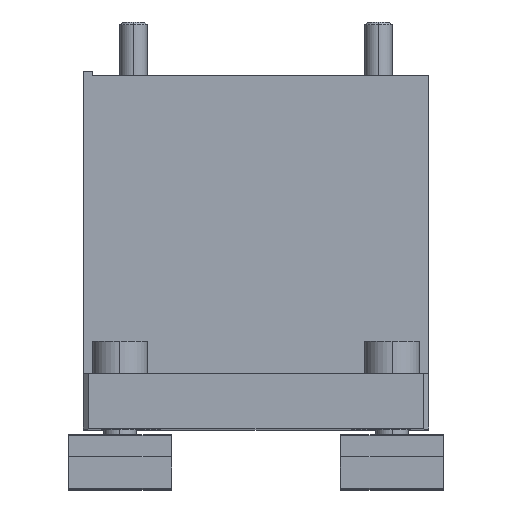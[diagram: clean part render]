
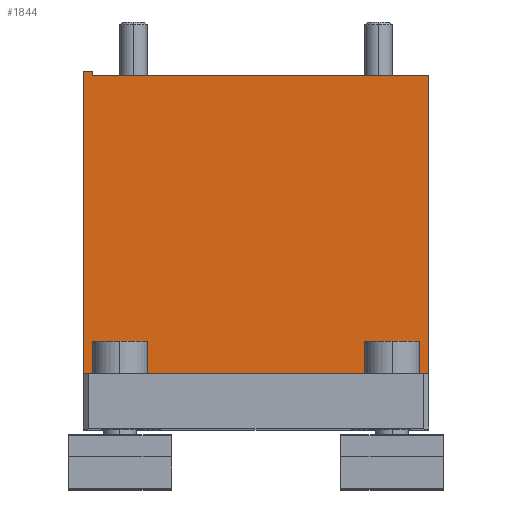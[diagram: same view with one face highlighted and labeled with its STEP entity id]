
A CAD part, top view. The second image highlights one B-rep face of the part: STEP entity #1844.
In plain terms, the highlighted planar face has unit normal (0, 0, 1).
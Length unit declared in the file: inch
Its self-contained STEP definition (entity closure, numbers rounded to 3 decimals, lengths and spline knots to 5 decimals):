
#206 = EDGE_LOOP ( 'NONE', ( #7650, #7591, #3466, #3408, #4452, #2922 ) ) ;
#335 = CARTESIAN_POINT ( 'NONE',  ( -1.25, 2.58906, 1.25 ) ) ;
#479 = EDGE_CURVE ( 'NONE', #1819, #5543, #1874, .T. ) ;
#1201 = CARTESIAN_POINT ( 'NONE',  ( -1.25, 2.55906, 1.25 ) ) ;
#1335 = LINE ( 'NONE', #2965, #10470 ) ;
#1528 = VERTEX_POINT ( 'NONE', #8055 ) ;
#1679 = CARTESIAN_POINT ( 'NONE',  ( 1.25, 2.55906, 1.25 ) ) ;
#1741 = EDGE_CURVE ( 'NONE', #3925, #1528, #1335, .T. ) ;
#1750 = CARTESIAN_POINT ( 'NONE',  ( -1.1811, 2.58906, 1.25 ) ) ;
#1819 = VERTEX_POINT ( 'NONE', #7548 ) ;
#1844 = ADVANCED_FACE ( 'NONE', ( #10748 ), #6520, .F. ) ;
#1874 = LINE ( 'NONE', #5710, #11010 ) ;
#2100 = DIRECTION ( 'NONE',  ( -1., 0., 0. ) ) ;
#2191 = DIRECTION ( 'NONE',  ( 1., 0., 0. ) ) ;
#2531 = DIRECTION ( 'NONE',  ( 0., -1., 0. ) ) ;
#2922 = ORIENTED_EDGE ( 'NONE', *, *, #3254, .F. ) ;
#2965 = CARTESIAN_POINT ( 'NONE',  ( -1.25, 2.55906, 1.25 ) ) ;
#3142 = VECTOR ( 'NONE', #10641, 39.37008 ) ;
#3231 = VERTEX_POINT ( 'NONE', #1750 ) ;
#3254 = EDGE_CURVE ( 'NONE', #10365, #3231, #3339, .T. ) ;
#3301 = EDGE_CURVE ( 'NONE', #10365, #1819, #5144, .T. ) ;
#3339 = LINE ( 'NONE', #3487, #5689 ) ;
#3408 = ORIENTED_EDGE ( 'NONE', *, *, #1741, .F. ) ;
#3466 = ORIENTED_EDGE ( 'NONE', *, *, #8945, .F. ) ;
#3487 = CARTESIAN_POINT ( 'NONE',  ( -1.25, 2.58906, 1.25 ) ) ;
#3925 = VERTEX_POINT ( 'NONE', #5572 ) ;
#4444 = VECTOR ( 'NONE', #2531, 39.37008 ) ;
#4452 = ORIENTED_EDGE ( 'NONE', *, *, #10073, .F. ) ;
#4466 = CARTESIAN_POINT ( 'NONE',  ( -1.1811, 2.58906, 1.25 ) ) ;
#4723 = AXIS2_PLACEMENT_3D ( 'NONE', #1201, #7409, #2100 ) ;
#5144 = LINE ( 'NONE', #7998, #9569 ) ;
#5543 = VERTEX_POINT ( 'NONE', #8819 ) ;
#5572 = CARTESIAN_POINT ( 'NONE',  ( -1.1811, 2.55906, 1.25 ) ) ;
#5689 = VECTOR ( 'NONE', #10614, 39.37008 ) ;
#5710 = CARTESIAN_POINT ( 'NONE',  ( -1.25, 0.4, 1.25 ) ) ;
#6520 = PLANE ( 'NONE',  #4723 ) ;
#7409 = DIRECTION ( 'NONE',  ( 0., 0., -1. ) ) ;
#7548 = CARTESIAN_POINT ( 'NONE',  ( -1.25, 0.4, 1.25 ) ) ;
#7591 = ORIENTED_EDGE ( 'NONE', *, *, #479, .T. ) ;
#7650 = ORIENTED_EDGE ( 'NONE', *, *, #3301, .T. ) ;
#7998 = CARTESIAN_POINT ( 'NONE',  ( -1.25, 2.55906, 1.25 ) ) ;
#8055 = CARTESIAN_POINT ( 'NONE',  ( 1.25, 2.55906, 1.25 ) ) ;
#8819 = CARTESIAN_POINT ( 'NONE',  ( 1.25, 0.4, 1.25 ) ) ;
#8888 = DIRECTION ( 'NONE',  ( 0., -1., 0. ) ) ;
#8945 = EDGE_CURVE ( 'NONE', #1528, #5543, #11244, .T. ) ;
#9569 = VECTOR ( 'NONE', #8888, 39.37008 ) ;
#9915 = LINE ( 'NONE', #4466, #3142 ) ;
#10073 = EDGE_CURVE ( 'NONE', #3231, #3925, #9915, .T. ) ;
#10365 = VERTEX_POINT ( 'NONE', #335 ) ;
#10470 = VECTOR ( 'NONE', #10944, 39.37008 ) ;
#10614 = DIRECTION ( 'NONE',  ( 1., 0., 0. ) ) ;
#10641 = DIRECTION ( 'NONE',  ( 0., -1., 0. ) ) ;
#10748 = FACE_OUTER_BOUND ( 'NONE', #206, .T. ) ;
#10944 = DIRECTION ( 'NONE',  ( 1., 0., 0. ) ) ;
#11010 = VECTOR ( 'NONE', #2191, 39.37008 ) ;
#11244 = LINE ( 'NONE', #1679, #4444 ) ;
